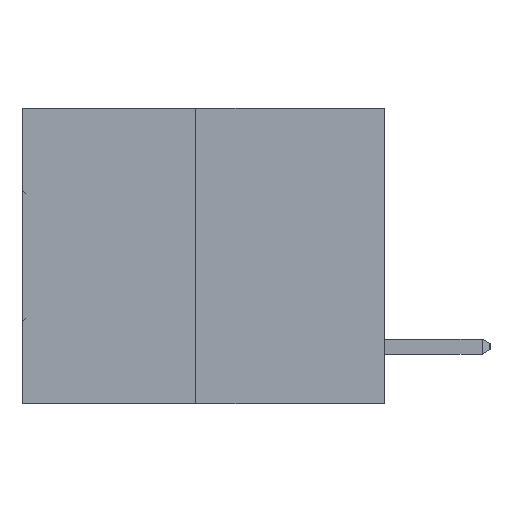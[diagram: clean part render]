
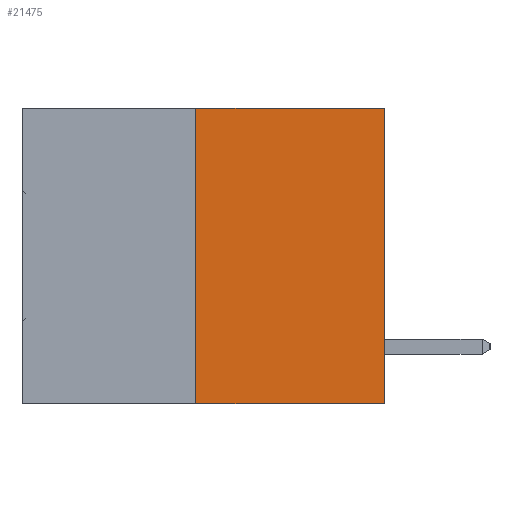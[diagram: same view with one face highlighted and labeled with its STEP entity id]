
A CAD part, left-side view. The second image highlights one B-rep face of the part: STEP entity #21475.
In plain terms, the highlighted planar face has unit normal (-1, 0, 0).
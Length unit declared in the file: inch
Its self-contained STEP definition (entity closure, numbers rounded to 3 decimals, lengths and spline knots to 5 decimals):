
#186 = LINE ( 'NONE', #1530, #1039 ) ;
#503 = VECTOR ( 'NONE', #14694, 39.37008 ) ;
#804 = VERTEX_POINT ( 'NONE', #7849 ) ;
#1039 = VECTOR ( 'NONE', #23056, 39.37008 ) ;
#1050 = ORIENTED_EDGE ( 'NONE', *, *, #34907, .T. ) ;
#1530 = CARTESIAN_POINT ( 'NONE',  ( 0., 0., 0. ) ) ;
#2357 = VERTEX_POINT ( 'NONE', #24840 ) ;
#5159 = DIRECTION ( 'NONE',  ( 0., -1., 0. ) ) ;
#7849 = CARTESIAN_POINT ( 'NONE',  ( 0., 0.312, -0.49 ) ) ;
#7889 = VECTOR ( 'NONE', #32189, 39.37008 ) ;
#8088 = LINE ( 'NONE', #20893, #34343 ) ;
#8142 = ORIENTED_EDGE ( 'NONE', *, *, #10209, .T. ) ;
#8454 = AXIS2_PLACEMENT_3D ( 'NONE', #12385, #31320, #34038 ) ;
#10209 = EDGE_CURVE ( 'NONE', #804, #11038, #8088, .T. ) ;
#10528 = CARTESIAN_POINT ( 'NONE',  ( 0., 0.312, -0.49 ) ) ;
#11038 = VERTEX_POINT ( 'NONE', #22313 ) ;
#11495 = LINE ( 'NONE', #11849, #503 ) ;
#11849 = CARTESIAN_POINT ( 'NONE',  ( 0., 0.6, 0. ) ) ;
#12385 = CARTESIAN_POINT ( 'NONE',  ( 0., 0.6, 0. ) ) ;
#14694 = DIRECTION ( 'NONE',  ( 0., -1., 0. ) ) ;
#15722 = EDGE_LOOP ( 'NONE', ( #22944, #8142, #1050, #32946 ) ) ;
#15949 = EDGE_CURVE ( 'NONE', #804, #2357, #18898, .T. ) ;
#17714 = PLANE ( 'NONE',  #8454 ) ;
#18898 = LINE ( 'NONE', #10528, #7889 ) ;
#19517 = VERTEX_POINT ( 'NONE', #23393 ) ;
#20893 = CARTESIAN_POINT ( 'NONE',  ( 0., 0.6, -0.49 ) ) ;
#21475 = ADVANCED_FACE ( 'NONE', ( #23005 ), #17714, .F. ) ;
#22236 = EDGE_CURVE ( 'NONE', #2357, #19517, #11495, .T. ) ;
#22313 = CARTESIAN_POINT ( 'NONE',  ( 0., 0., -0.49 ) ) ;
#22944 = ORIENTED_EDGE ( 'NONE', *, *, #15949, .F. ) ;
#23005 = FACE_OUTER_BOUND ( 'NONE', #15722, .T. ) ;
#23056 = DIRECTION ( 'NONE',  ( 0., 0., 1. ) ) ;
#23393 = CARTESIAN_POINT ( 'NONE',  ( 0., 0., 0. ) ) ;
#24840 = CARTESIAN_POINT ( 'NONE',  ( 0., 0.312, 0. ) ) ;
#31320 = DIRECTION ( 'NONE',  ( 1., 0., 0. ) ) ;
#32189 = DIRECTION ( 'NONE',  ( 0., 0., 1. ) ) ;
#32946 = ORIENTED_EDGE ( 'NONE', *, *, #22236, .F. ) ;
#34038 = DIRECTION ( 'NONE',  ( 0., 0., -1. ) ) ;
#34343 = VECTOR ( 'NONE', #5159, 39.37008 ) ;
#34907 = EDGE_CURVE ( 'NONE', #11038, #19517, #186, .T. ) ;
